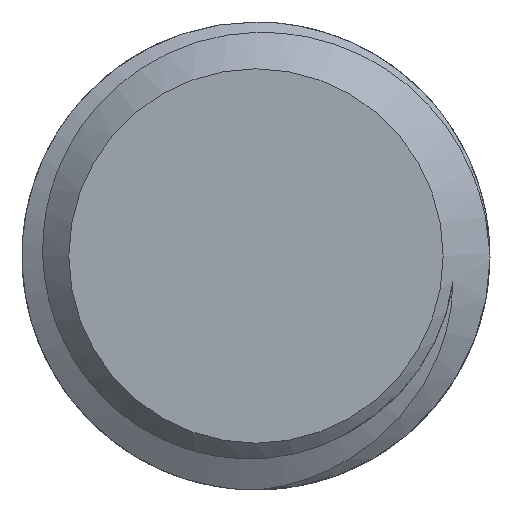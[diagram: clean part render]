
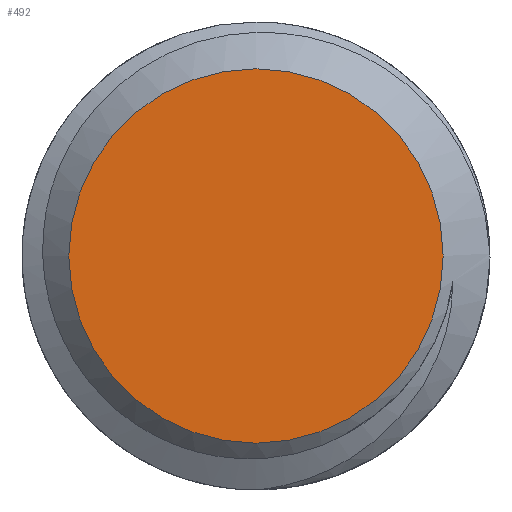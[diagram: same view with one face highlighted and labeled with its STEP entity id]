
A CAD part, left-side view. The second image highlights one B-rep face of the part: STEP entity #492.
In plain terms, the highlighted planar face has unit normal (-1, 0, 0).
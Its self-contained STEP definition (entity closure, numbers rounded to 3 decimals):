
#21=PLANE('',#538);
#66=FACE_OUTER_BOUND('',#94,.T.);
#94=EDGE_LOOP('',(#420));
#103=CIRCLE('',#534,2.398);
#231=VERTEX_POINT('',#3830);
#297=EDGE_CURVE('',#231,#231,#103,.T.);
#420=ORIENTED_EDGE('',*,*,#297,.T.);
#492=ADVANCED_FACE('',(#66),#21,.T.);
#534=AXIS2_PLACEMENT_3D('',#3832,#613,#614);
#538=AXIS2_PLACEMENT_3D('',#3900,#624,#625);
#613=DIRECTION('center_axis',(-1.,0.,0.));
#614=DIRECTION('ref_axis',(0.,0.,1.));
#624=DIRECTION('center_axis',(-1.,0.,0.));
#625=DIRECTION('ref_axis',(0.,0.,1.));
#3830=CARTESIAN_POINT('',(-4.016,0.,1.187));
#3832=CARTESIAN_POINT('Origin',(-4.016,0.,-1.211));
#3900=CARTESIAN_POINT('Origin',(-4.016,2.998,-1.211));
